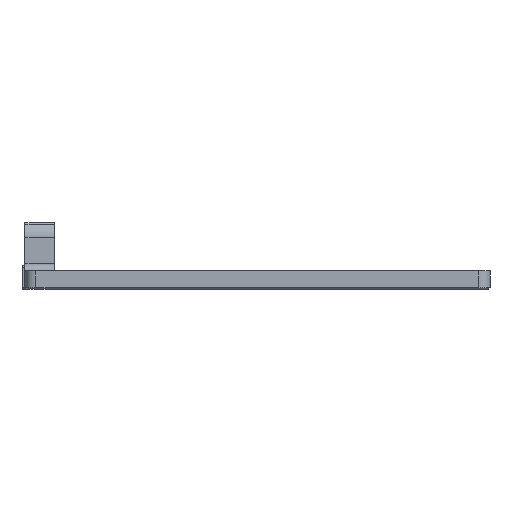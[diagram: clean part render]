
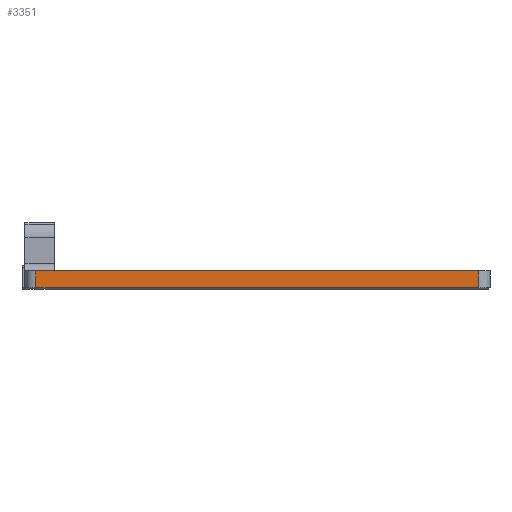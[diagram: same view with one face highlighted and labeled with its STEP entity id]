
A CAD part, front view. The second image highlights one B-rep face of the part: STEP entity #3351.
In plain terms, the highlighted planar face has unit normal (0, -1, 0).
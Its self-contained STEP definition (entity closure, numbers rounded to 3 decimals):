
#490=FACE_OUTER_BOUND('',#701,.T.);
#701=EDGE_LOOP('',(#2795,#2796,#2797,#2798));
#930=LINE('',#5451,#1221);
#968=LINE('',#5595,#1259);
#984=LINE('',#5663,#1275);
#986=LINE('',#5666,#1277);
#1221=VECTOR('',#4391,10.);
#1259=VECTOR('',#4545,10.);
#1275=VECTOR('',#4613,10.);
#1277=VECTOR('',#4617,10.);
#1536=VERTEX_POINT('',#5445);
#1537=VERTEX_POINT('',#5449);
#1584=VERTEX_POINT('',#5592);
#1585=VERTEX_POINT('',#5594);
#1933=EDGE_CURVE('',#1537,#1536,#930,.T.);
#2005=EDGE_CURVE('',#1585,#1584,#968,.T.);
#2042=EDGE_CURVE('',#1536,#1584,#984,.T.);
#2044=EDGE_CURVE('',#1585,#1537,#986,.T.);
#2795=ORIENTED_EDGE('',*,*,#1933,.F.);
#2796=ORIENTED_EDGE('',*,*,#2044,.F.);
#2797=ORIENTED_EDGE('',*,*,#2005,.T.);
#2798=ORIENTED_EDGE('',*,*,#2042,.F.);
#3204=PLANE('',#3726);
#3351=ADVANCED_FACE('',(#490),#3204,.T.);
#3726=AXIS2_PLACEMENT_3D('',#5665,#4615,#4616);
#4391=DIRECTION('',(-1.,0.,0.));
#4545=DIRECTION('',(-1.,0.,0.));
#4613=DIRECTION('',(0.,0.,1.));
#4615=DIRECTION('center_axis',(0.,-1.,0.));
#4616=DIRECTION('ref_axis',(1.,0.,0.));
#4617=DIRECTION('',(0.,0.,-1.));
#5445=CARTESIAN_POINT('',(-33.4,-30.,0.4));
#5449=CARTESIAN_POINT('',(87.,-30.,0.4));
#5451=CARTESIAN_POINT('',(-34.4,-30.,0.4));
#5592=CARTESIAN_POINT('',(-33.4,-30.,5.));
#5594=CARTESIAN_POINT('',(87.,-30.,5.));
#5595=CARTESIAN_POINT('',(-32.4,-30.,5.));
#5663=CARTESIAN_POINT('',(-33.4,-30.,0.));
#5665=CARTESIAN_POINT('Origin',(-36.4,-30.,0.));
#5666=CARTESIAN_POINT('',(87.,-30.,0.));
